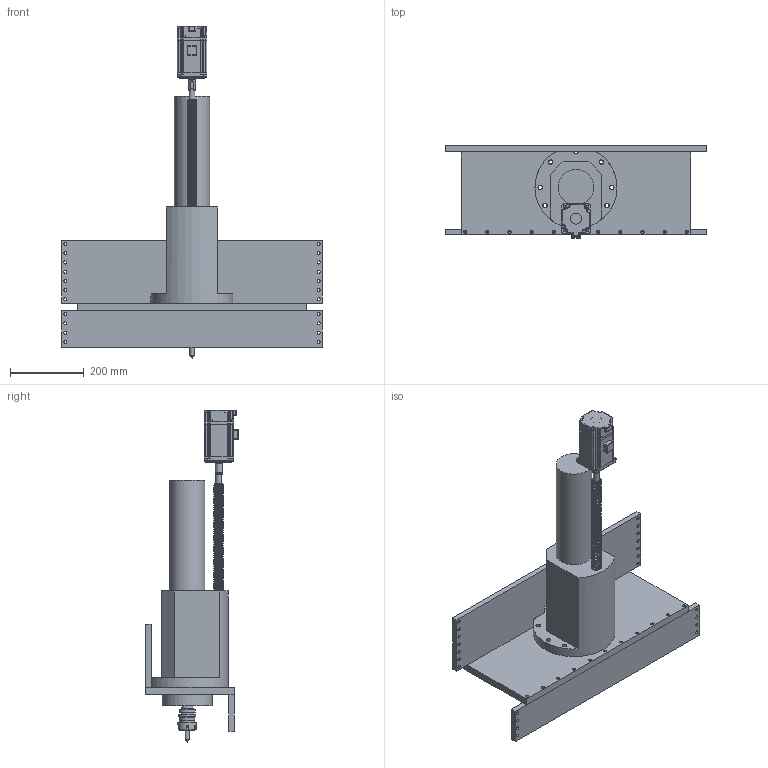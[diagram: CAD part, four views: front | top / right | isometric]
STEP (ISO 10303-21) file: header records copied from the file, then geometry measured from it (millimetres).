
FILE_DESCRIPTION(/* description */ (''),/* implementation_level */ '2;1');
FILE_NAME(/* name */ 'Efron Z axis assembly SK30 TC v23 B v4.step',/* time_stamp */ '2016-12-26T01:47:32+01:00',/* author */ (''),/* organization */ (''),/* preprocessor_version */ 'ST-DEVELOPER v16.5',/* originating_system */ 'Autodesk Translation Framework v5.2.0.2920',/* authorisation */ '');
FILE_SCHEMA (('AUTOMOTIVE_DESIGN { 1 0 10303 214 3 1 1 }'));
Length unit declared in the file: millimetre
Products named in the file (15): Efron Z axis assembly SK30 TC v23 B v4; portal base; flank1 100mm; flank2 170mm; Quill body; Quill Spindle; BT30 ER32 Tool Holder v2; BT30 ER32 TOOL HOLDER; PULL STUD; E-BT30 -ER 32 COLLET CHUCK ; COLLET ER 32-_ER 32-GB 12X9 DIN ISO; BT30 ER32 COLLET NUT; Component6; 2505 ball screw; Servo 750W ASDA v1
Assembly tree (14 placements, depth 4):
  Efron Z axis assembly SK30 TC v23 B v4
    portal base
    flank1 100mm
    flank2 170mm
    Quill body
    Quill Spindle
    BT30 ER32 Tool Holder v2
      BT30 ER32 TOOL HOLDER
        PULL STUD
        E-BT30 -ER 32 COLLET CHUCK 
        COLLET ER 32-_ER 32-GB 12X9 DIN ISO
        BT30 ER32 COLLET NUT
      Component6
    2505 ball screw
    Servo 750W ASDA v1
Bounding box: 705 x 250.83 x 898.26 mm (x, y, z)
Volume: 15639137.6 mm3; surface area: 1490551.9 mm2
Topology: 14 solids, 14 shells, 827 faces, 2206 edges, 1421 vertices
Faces by surface type: plane 342, cylinder 325, cone 96, bspline 44, torus 12, sphere 8
Full cylindrical faces by diameter (mm): 3.5 x1, 6.6 x4, 6.8 x21, 7 x1, 8 x1, 8.5 x43, 9.57 x1, 10.2 x12, 11 x1, 11.95 x1, 12 x8, 12.4 x1, 12.53 x1, 16 x1, 16.44 x1, 19 x1, 19.5 x1, 27 x2, 28 x1, 30 x1, 39.4 x1, 39.89 x1, 40 x1, 42 x1, 46 x1, 50 x1, 51 x1, 65 x1, 70 x1, 96 x2
Entity records: 41573 total; most frequent: CARTESIAN_POINT 21564, DIRECTION 3929, ORIENTED_EDGE 3916, EDGE_CURVE 1958, AXIS2_PLACEMENT_3D 1571, VERTEX_POINT 1342, EDGE_LOOP 1158, FACE_OUTER_BOUND 827
